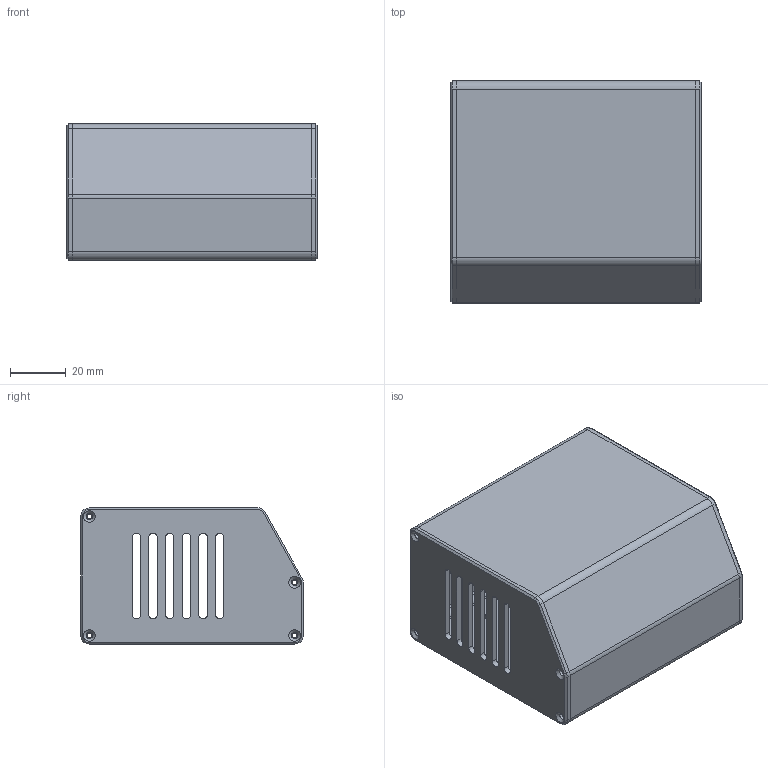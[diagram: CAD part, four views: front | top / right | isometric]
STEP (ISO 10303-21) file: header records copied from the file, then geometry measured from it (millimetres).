
FILE_DESCRIPTION(/* description */ (''),/* implementation_level */ '2;1');
FILE_NAME(/* name */ 'Moules_BASE v2.step',/* time_stamp */ '2021-08-11T01:46:41+01:00',/* author */ (''),/* organization */ (''),/* preprocessor_version */ 'ST-DEVELOPER v18.1',/* originating_system */ 'Autodesk Translation Framework v10.9.0.1377',/* authorisation */ '');
FILE_SCHEMA (('AUTOMOTIVE_DESIGN { 1 0 10303 214 3 1 1 }'));
Length unit declared in the file: millimetre
Products named in the file (4): Moules_BASE; Main_body; cap_left; cap_Right(Mirror)
Assembly tree (3 placements, depth 2):
  Moules_BASE
    Main_body
    cap_left
    cap_Right(Mirror)
Bounding box: 90.1 x 80.01 x 49.01 mm (x, y, z)
Volume: 61204 mm3; surface area: 58760.2 mm2
Topology: 3 solids, 3 shells, 146 faces, 392 edges, 252 vertices
Faces by surface type: cylinder 68, plane 60, cone 18
Full cylindrical faces by diameter (mm): 1.623 x4, 2.2 x8, 3.529 x4
Entity records: 4819 total; most frequent: DIRECTION 852, CARTESIAN_POINT 797, ORIENTED_EDGE 784, EDGE_CURVE 392, AXIS2_PLACEMENT_3D 307, VERTEX_POINT 252, LINE 238, VECTOR 238
